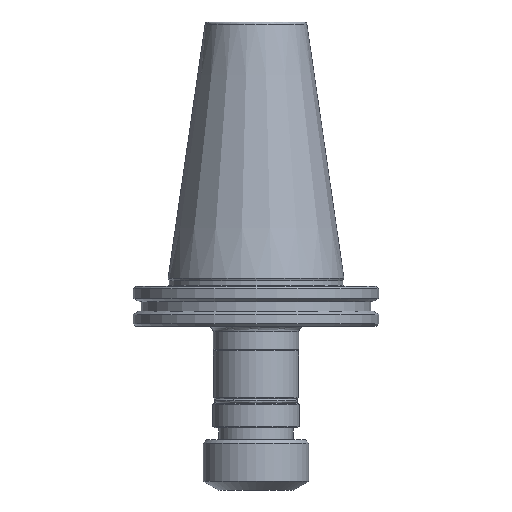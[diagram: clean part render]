
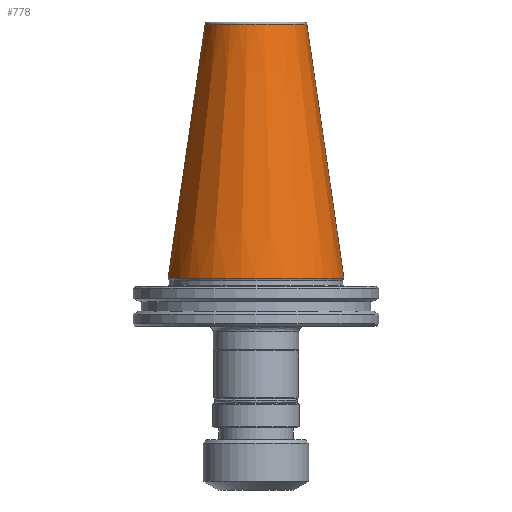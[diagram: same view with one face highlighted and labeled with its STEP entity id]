
A CAD part, front view. The second image highlights one B-rep face of the part: STEP entity #778.
In plain terms, the highlighted conical face has half-angle 8.297 degrees and reference radius 34.925 mm.
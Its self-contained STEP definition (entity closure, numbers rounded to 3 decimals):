
#8 = VERTEX_POINT ( 'NONE', #2374 ) ;
#54 = DIRECTION ( 'NONE',  ( -1., 0., 0. ) ) ;
#55 = DIRECTION ( 'NONE',  ( 0., 0., -1. ) ) ;
#57 = CARTESIAN_POINT ( 'NONE',  ( 0., 0., 100.894 ) ) ;
#251 = VERTEX_POINT ( 'NONE', #1550 ) ;
#597 = DIRECTION ( 'NONE',  ( -1., 0., 0. ) ) ;
#602 = DIRECTION ( 'NONE',  ( 0., 0., 1. ) ) ;
#605 = CARTESIAN_POINT ( 'NONE',  ( 0., 0., 0. ) ) ;
#627 = CARTESIAN_POINT ( 'NONE',  ( 20.211, 0., 100.894 ) ) ;
#730 = ORIENTED_EDGE ( 'NONE', *, *, #1830, .T. ) ;
#778 = ADVANCED_FACE ( 'NONE', ( #1159 ), #2097, .T. ) ;
#799 = EDGE_CURVE ( 'NONE', #8, #251, #2289, .T. ) ;
#914 = AXIS2_PLACEMENT_3D ( 'NONE', #57, #55, #54 ) ;
#916 = EDGE_LOOP ( 'NONE', ( #1647, #1894, #730, #2023 ) ) ;
#931 = DIRECTION ( 'NONE',  ( -1., 0., 0. ) ) ;
#933 = DIRECTION ( 'NONE',  ( 0.144, 0., -0.99 ) ) ;
#934 = DIRECTION ( 'NONE',  ( 0., 0., -1. ) ) ;
#938 = CARTESIAN_POINT ( 'NONE',  ( 0., 0., 0. ) ) ;
#951 = CARTESIAN_POINT ( 'NONE',  ( 34.925, 0., 0. ) ) ;
#1159 = FACE_OUTER_BOUND ( 'NONE', #916, .T. ) ;
#1306 = EDGE_CURVE ( 'NONE', #2236, #1844, #1567, .T. ) ;
#1415 = VECTOR ( 'NONE', #933, 1000. ) ;
#1435 = AXIS2_PLACEMENT_3D ( 'NONE', #938, #934, #931 ) ;
#1550 = CARTESIAN_POINT ( 'NONE',  ( 34.925, 0., 0. ) ) ;
#1567 = CIRCLE ( 'NONE', #914, 20.211 ) ;
#1647 = ORIENTED_EDGE ( 'NONE', *, *, #1967, .F. ) ;
#1712 = LINE ( 'NONE', #951, #1415 ) ;
#1752 = AXIS2_PLACEMENT_3D ( 'NONE', #605, #602, #597 ) ;
#1830 = EDGE_CURVE ( 'NONE', #1844, #8, #2215, .T. ) ;
#1844 = VERTEX_POINT ( 'NONE', #2022 ) ;
#1894 = ORIENTED_EDGE ( 'NONE', *, *, #1306, .T. ) ;
#1967 = EDGE_CURVE ( 'NONE', #2236, #251, #1712, .T. ) ;
#2022 = CARTESIAN_POINT ( 'NONE',  ( -20.211, 0., 100.894 ) ) ;
#2023 = ORIENTED_EDGE ( 'NONE', *, *, #799, .T. ) ;
#2097 = CONICAL_SURFACE ( 'NONE', #1435, 34.925, 0.145 ) ;
#2160 = CARTESIAN_POINT ( 'NONE',  ( -34.925, 0., 0. ) ) ;
#2215 = LINE ( 'NONE', #2160, #2218 ) ;
#2218 = VECTOR ( 'NONE', #2235, 1000. ) ;
#2235 = DIRECTION ( 'NONE',  ( -0.144, 0., -0.99 ) ) ;
#2236 = VERTEX_POINT ( 'NONE', #627 ) ;
#2289 = CIRCLE ( 'NONE', #1752, 34.925 ) ;
#2374 = CARTESIAN_POINT ( 'NONE',  ( -34.925, 0., 0. ) ) ;
